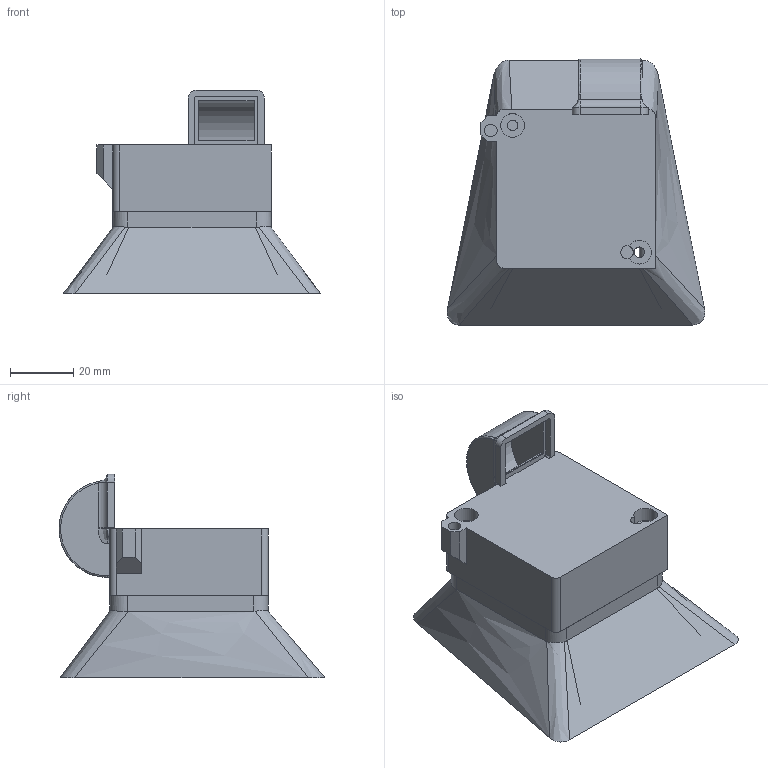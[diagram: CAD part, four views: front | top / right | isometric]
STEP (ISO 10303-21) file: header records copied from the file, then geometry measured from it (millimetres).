
FILE_DESCRIPTION(/* description */ (''),/* implementation_level */ '2;1');
FILE_NAME(/* name */ 'Air Filter FBG6 v3.step',/* time_stamp */ '2024-02-21T21:47:40+03:00',/* author */ (''),/* organization */ (''),/* preprocessor_version */ 'ST-DEVELOPER v20',/* originating_system */ 'Autodesk Translation Framework v12.14.0.127',/* authorisation */ '');
FILE_SCHEMA (('AUTOMOTIVE_DESIGN { 1 0 10303 214 3 1 1 }'));
Length unit declared in the file: millimetre
Products named in the file (1): Air Filter FBG6
Bounding box: 81.35 x 83.92 x 64.3 mm (x, y, z)
Volume: 70731.8 mm3; surface area: 34124.9 mm2
Topology: 2 solids, 2 shells, 178 faces, 469 edges, 306 vertices
Faces by surface type: plane 93, cylinder 62, bspline 20, torus 2, cone 1
Full cylindrical faces by diameter (mm): 3.3 x4, 4 x3, 4.2 x7, 6 x1, 6.3 x2, 7.5 x1
Entity records: 6342 total; most frequent: CARTESIAN_POINT 1913, ORIENTED_EDGE 940, DIRECTION 860, EDGE_CURVE 470, VERTEX_POINT 306, AXIS2_PLACEMENT_3D 294, LINE 272, VECTOR 272
